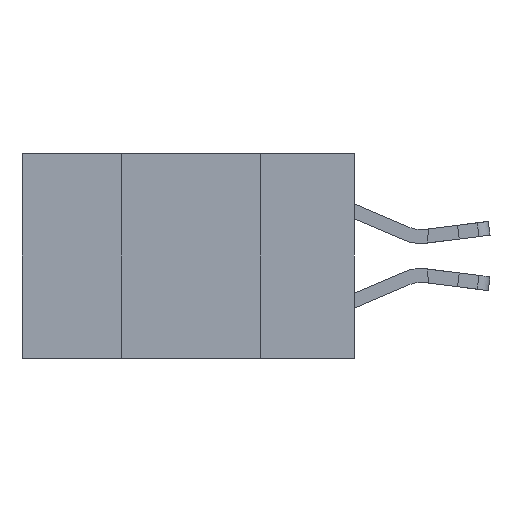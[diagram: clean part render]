
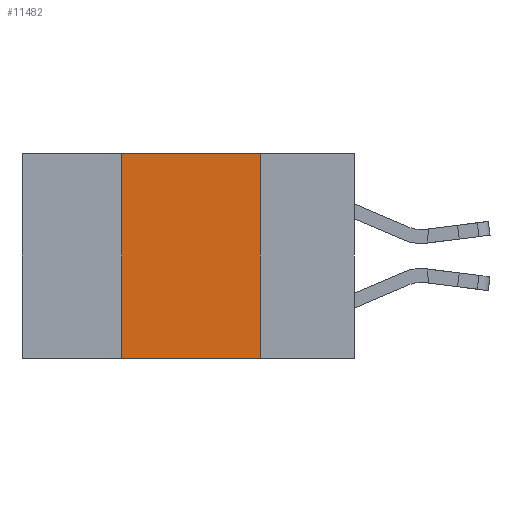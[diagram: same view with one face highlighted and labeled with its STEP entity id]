
A CAD part, left-side view. The second image highlights one B-rep face of the part: STEP entity #11482.
In plain terms, the highlighted planar face has unit normal (-1, 0, 0).
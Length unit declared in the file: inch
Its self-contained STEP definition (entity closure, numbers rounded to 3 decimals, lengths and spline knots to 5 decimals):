
#225 = CARTESIAN_POINT ( 'NONE',  ( 0., 0.17, 0. ) ) ;
#246 = VERTEX_POINT ( 'NONE', #1904 ) ;
#441 = VECTOR ( 'NONE', #7534, 39.37008 ) ;
#635 = CARTESIAN_POINT ( 'NONE',  ( 0., 0.42, -0.37 ) ) ;
#942 = VECTOR ( 'NONE', #5387, 39.37008 ) ;
#1132 = PLANE ( 'NONE',  #16025 ) ;
#1904 = CARTESIAN_POINT ( 'NONE',  ( 0., 0.17, -0.37 ) ) ;
#2774 = DIRECTION ( 'NONE',  ( 0., -1., 0. ) ) ;
#2840 = VECTOR ( 'NONE', #15899, 39.37008 ) ;
#3057 = ORIENTED_EDGE ( 'NONE', *, *, #12676, .F. ) ;
#3076 = ORIENTED_EDGE ( 'NONE', *, *, #16472, .F. ) ;
#3125 = VERTEX_POINT ( 'NONE', #13421 ) ;
#3204 = ORIENTED_EDGE ( 'NONE', *, *, #10980, .F. ) ;
#3218 = ORIENTED_EDGE ( 'NONE', *, *, #9186, .T. ) ;
#3239 = LINE ( 'NONE', #14665, #2840 ) ;
#3765 = DIRECTION ( 'NONE',  ( 1., 0., 0. ) ) ;
#5387 = DIRECTION ( 'NONE',  ( 0., -1., 0. ) ) ;
#5753 = VERTEX_POINT ( 'NONE', #225 ) ;
#7061 = LINE ( 'NONE', #8177, #13622 ) ;
#7534 = DIRECTION ( 'NONE',  ( 0., 0., -1. ) ) ;
#8076 = VERTEX_POINT ( 'NONE', #635 ) ;
#8177 = CARTESIAN_POINT ( 'NONE',  ( 0., 0.6, -0.37 ) ) ;
#8823 = CARTESIAN_POINT ( 'NONE',  ( 0., 0.17, 0. ) ) ;
#9186 = EDGE_CURVE ( 'NONE', #8076, #246, #7061, .T. ) ;
#10446 = CARTESIAN_POINT ( 'NONE',  ( 0., 0.6, 0. ) ) ;
#10940 = EDGE_LOOP ( 'NONE', ( #3057, #3076, #3204, #3218 ) ) ;
#10980 = EDGE_CURVE ( 'NONE', #8076, #3125, #3239, .T. ) ;
#11077 = LINE ( 'NONE', #8823, #441 ) ;
#11482 = ADVANCED_FACE ( 'NONE', ( #16301 ), #1132, .F. ) ;
#12676 = EDGE_CURVE ( 'NONE', #5753, #246, #11077, .T. ) ;
#13029 = DIRECTION ( 'NONE',  ( 0., 0., -1. ) ) ;
#13304 = CARTESIAN_POINT ( 'NONE',  ( 0., 0.6, 0. ) ) ;
#13421 = CARTESIAN_POINT ( 'NONE',  ( 0., 0.42, 0. ) ) ;
#13622 = VECTOR ( 'NONE', #2774, 39.37008 ) ;
#14552 = LINE ( 'NONE', #13304, #942 ) ;
#14665 = CARTESIAN_POINT ( 'NONE',  ( 0., 0.42, 0. ) ) ;
#15899 = DIRECTION ( 'NONE',  ( 0., 0., 1. ) ) ;
#16025 = AXIS2_PLACEMENT_3D ( 'NONE', #10446, #3765, #13029 ) ;
#16301 = FACE_OUTER_BOUND ( 'NONE', #10940, .T. ) ;
#16472 = EDGE_CURVE ( 'NONE', #3125, #5753, #14552, .T. ) ;
